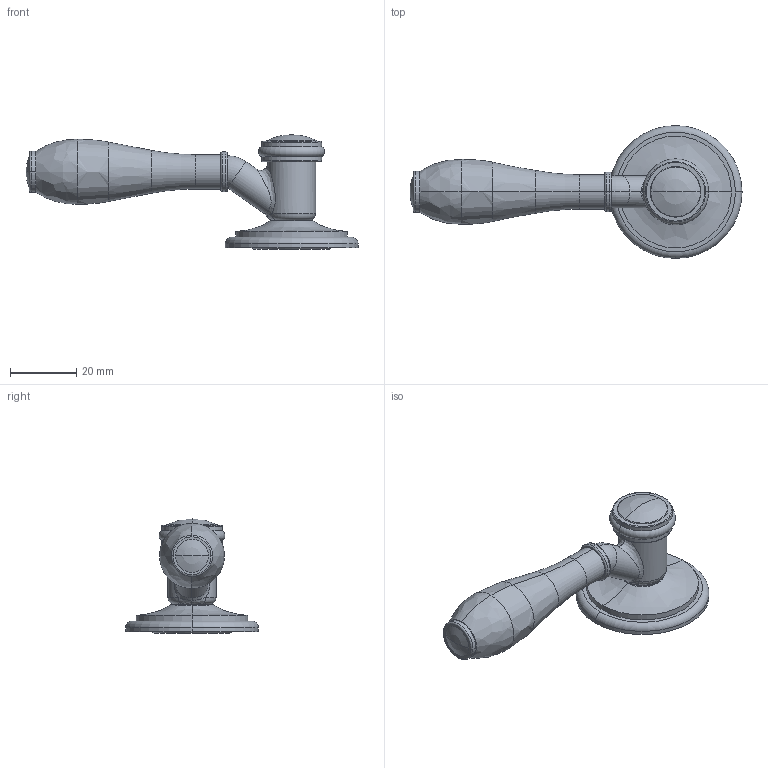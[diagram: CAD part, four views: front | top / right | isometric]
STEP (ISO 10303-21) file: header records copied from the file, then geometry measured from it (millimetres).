
FILE_DESCRIPTION((''),'2;1');
FILE_NAME('4590L_WEB','2010-09-08T',('project'),(''),'PRO/ENGINEER BY PARAMETRIC TECHNOLOGY CORPORATION, 2009300','PRO/ENGINEER BY PARAMETRIC TECHNOLOGY CORPORATION, 2009300','');
FILE_SCHEMA(('CONFIG_CONTROL_DESIGN'));
Length unit declared in the file: inch
Products named in the file (1): 4590L_WEB
Bounding box: 99.96 x 40 x 34.46 mm (x, y, z)
Surface area: 9290.1 mm2 (no closed solid volume)
Topology: 0 solids, 9 shells, 200 faces, 525 edges, 335 vertices
Faces by surface type: cylinder 78, plane 55, torus 29, bspline 28, cone 6, sphere 4
Entity records: 11342 total; most frequent: CARTESIAN_POINT 6620, ORIENTED_EDGE 1000, DIRECTION 921, EDGE_CURVE 521, AXIS2_PLACEMENT_3D 368, VERTEX_POINT 335, EDGE_LOOP 213, FACE_OUTER_BOUND 200
